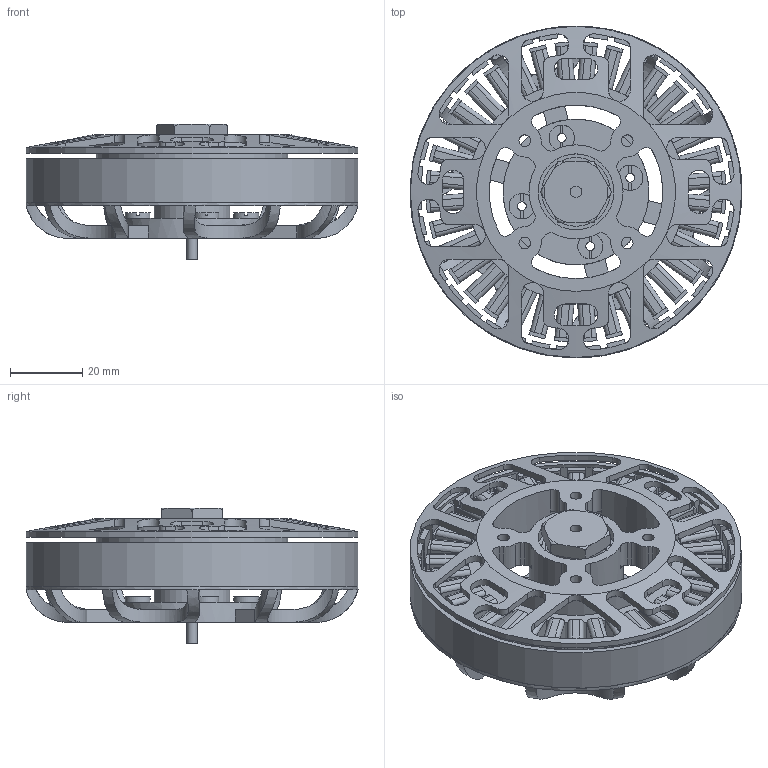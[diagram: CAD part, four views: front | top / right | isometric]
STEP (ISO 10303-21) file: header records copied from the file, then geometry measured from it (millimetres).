
FILE_DESCRIPTION(/* description */ (''),/* implementation_level */ '2;1');
FILE_NAME(/* name */ 'motor-X83008S.stp',/* time_stamp */ '2020-05-19T16:09:04+03:00',/* author */ ('Kostic'),/* organization */ (''),/* preprocessor_version */ 'ST-DEVELOPER v18',/* originating_system */ 'Autodesk Inventor 2020',/* authorisation */ '');
FILE_SCHEMA (('AUTOMOTIVE_DESIGN { 1 0 10303 214 3 1 1 }'));
Length unit declared in the file: millimetre
Products named in the file (10): motor-X83008S; base; stator; coil; rotor; outrunner; screw-mount; 6702ZZ-bearing-15x21x4; shaft; fix-screw
Assembly tree (48 placements, depth 2):
  motor-X83008S
    base
    stator
    coil  x36
    rotor
    outrunner
    screw-mount  x4
    6702ZZ-bearing-15x21x4  x2
    shaft
    fix-screw
Bounding box: 91.8 x 91.8 x 37.6 mm (x, y, z)
Volume: 62240.7 mm3; surface area: 82311.1 mm2
Topology: 50 solids, 52 shells, 1686 faces, 4696 edges, 3053 vertices
Faces by surface type: plane 1154, cylinder 487, torus 38, cone 7
Full cylindrical faces by diameter (mm): 2.459 x6, 3 x1, 3.2 x1, 3.242 x4, 4.134 x4, 5 x4, 7 x4, 9 x1, 11.459 x1, 12 x1, 15 x4, 16 x3, 17 x6, 19 x7, 21 x5, 26 x1, 40.3 x1, 48 x1, 52 x2, 53 x1, 87.8 x1, 89 x1, 89.8 x2, 91.6 x1, 91.8 x2
Entity records: 41732 total; most frequent: CARTESIAN_POINT 9347, ORIENTED_EDGE 6728, DIRECTION 6629, EDGE_CURVE 3364, AXIS2_PLACEMENT_3D 2355, VERTEX_POINT 2105, LINE 1919, VECTOR 1919
